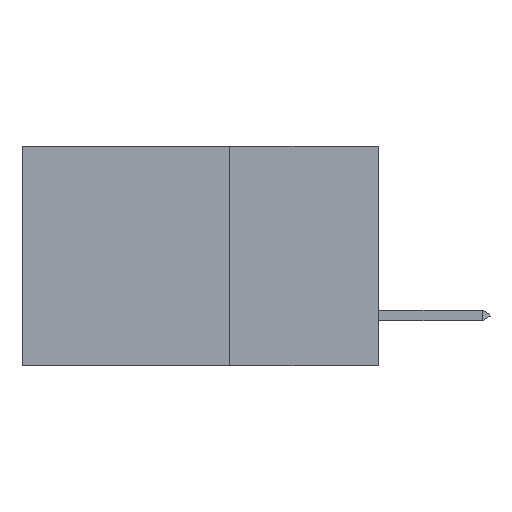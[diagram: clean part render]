
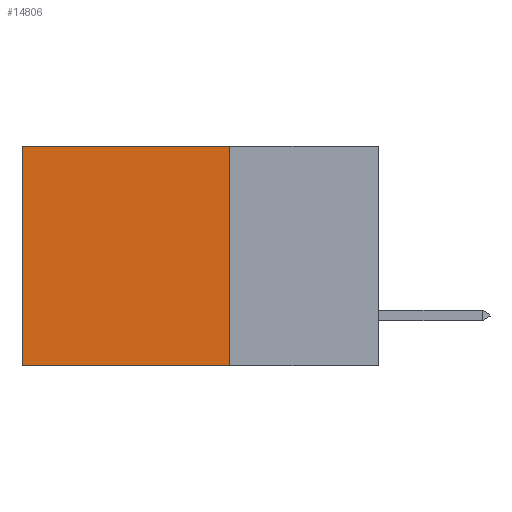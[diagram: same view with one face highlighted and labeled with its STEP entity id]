
A CAD part, left-side view. The second image highlights one B-rep face of the part: STEP entity #14806.
In plain terms, the highlighted planar face has unit normal (-1, 0, 0).
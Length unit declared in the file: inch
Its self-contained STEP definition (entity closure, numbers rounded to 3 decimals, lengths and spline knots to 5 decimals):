
#210 = DIRECTION ( 'NONE',  ( 1., 0., 0. ) ) ;
#1258 = VECTOR ( 'NONE', #16469, 39.37008 ) ;
#1778 = DIRECTION ( 'NONE',  ( 0., 0., -1. ) ) ;
#1830 = DIRECTION ( 'NONE',  ( 0., 1., 0. ) ) ;
#3144 = CARTESIAN_POINT ( 'NONE',  ( 0.298, 0.6, -0.37 ) ) ;
#3169 = LINE ( 'NONE', #12663, #16594 ) ;
#3278 = PLANE ( 'NONE',  #13992 ) ;
#3658 = VECTOR ( 'NONE', #1830, 39.37008 ) ;
#4120 = LINE ( 'NONE', #6084, #3658 ) ;
#5396 = LINE ( 'NONE', #14894, #1258 ) ;
#6084 = CARTESIAN_POINT ( 'NONE',  ( 0.298, 0.25, -0.37 ) ) ;
#6398 = CARTESIAN_POINT ( 'NONE',  ( 0.298, 0.6, 0. ) ) ;
#6605 = DIRECTION ( 'NONE',  ( 0., 1., 0. ) ) ;
#6785 = ORIENTED_EDGE ( 'NONE', *, *, #7302, .F. ) ;
#7215 = ORIENTED_EDGE ( 'NONE', *, *, #14186, .T. ) ;
#7302 = EDGE_CURVE ( 'NONE', #11493, #11698, #5396, .T. ) ;
#9431 = EDGE_LOOP ( 'NONE', ( #14445, #9682, #6785, #7215 ) ) ;
#9682 = ORIENTED_EDGE ( 'NONE', *, *, #11731, .F. ) ;
#9794 = FACE_OUTER_BOUND ( 'NONE', #9431, .T. ) ;
#10561 = LINE ( 'NONE', #12958, #13737 ) ;
#11493 = VERTEX_POINT ( 'NONE', #19606 ) ;
#11698 = VERTEX_POINT ( 'NONE', #12294 ) ;
#11731 = EDGE_CURVE ( 'NONE', #11698, #14388, #4120, .T. ) ;
#12294 = CARTESIAN_POINT ( 'NONE',  ( 0.298, 0.25, -0.37 ) ) ;
#12663 = CARTESIAN_POINT ( 'NONE',  ( 0.298, 0.6, 0. ) ) ;
#12958 = CARTESIAN_POINT ( 'NONE',  ( 0.298, 0.25, 0. ) ) ;
#13737 = VECTOR ( 'NONE', #6605, 39.37008 ) ;
#13992 = AXIS2_PLACEMENT_3D ( 'NONE', #17319, #210, #1778 ) ;
#14186 = EDGE_CURVE ( 'NONE', #11493, #15077, #10561, .T. ) ;
#14388 = VERTEX_POINT ( 'NONE', #3144 ) ;
#14445 = ORIENTED_EDGE ( 'NONE', *, *, #15728, .T. ) ;
#14806 = ADVANCED_FACE ( 'NONE', ( #9794 ), #3278, .F. ) ;
#14894 = CARTESIAN_POINT ( 'NONE',  ( 0.298, 0.25, 0. ) ) ;
#15077 = VERTEX_POINT ( 'NONE', #6398 ) ;
#15728 = EDGE_CURVE ( 'NONE', #15077, #14388, #3169, .T. ) ;
#16469 = DIRECTION ( 'NONE',  ( 0., 0., -1. ) ) ;
#16594 = VECTOR ( 'NONE', #18844, 39.37008 ) ;
#17319 = CARTESIAN_POINT ( 'NONE',  ( 0.298, 0.25, 0. ) ) ;
#18844 = DIRECTION ( 'NONE',  ( 0., 0., -1. ) ) ;
#19606 = CARTESIAN_POINT ( 'NONE',  ( 0.298, 0.25, 0. ) ) ;
